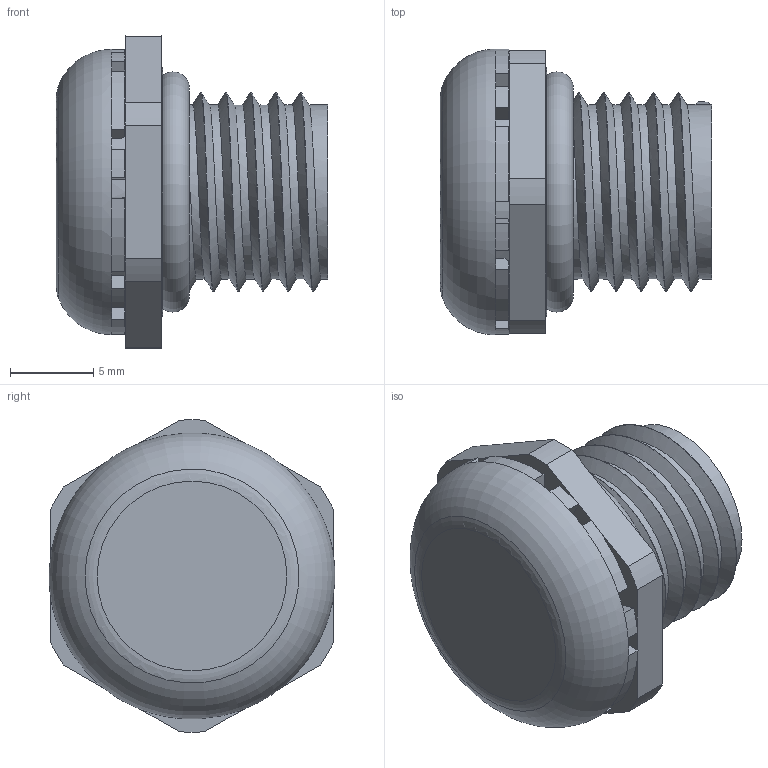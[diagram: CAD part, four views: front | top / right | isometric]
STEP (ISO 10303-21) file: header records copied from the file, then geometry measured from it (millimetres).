
FILE_DESCRIPTION(/* description */ ('DAE M12x1,5'),/* implementation_level */ '2;1');
FILE_NAME(/* name */ '11087512G2-RST.stp',/* time_stamp */ '2022-02-08T11:08:25+01:00',/* author */ ('sl'),/* organization */ (''),/* preprocessor_version */ 'ST-DEVELOPER v16.5',/* originating_system */ 'Autodesk Inventor 2017',/* authorisation */ '');
FILE_SCHEMA (('AUTOMOTIVE_DESIGN { 1 0 10303 214 3 1 1 }'));
Length unit declared in the file: millimetre
Products named in the file (5): 11087512G2; 1x087508G2; 11087512G2_1; 11087512G2_2; 11087512G2_3
Assembly tree (4 placements, depth 2):
  11087512G2
    1x087508G2
    11087512G2_1
    11087512G2_2
    11087512G2_3
Bounding box: 16.32 x 17.2 x 18.79 mm (x, y, z)
Volume: 1652.8 mm3; surface area: 2922.3 mm2
Topology: 4 solids, 4 shells, 237 faces, 625 edges, 400 vertices
Faces by surface type: plane 147, cylinder 60, torus 21, cone 7, bspline 2
Full cylindrical faces by diameter (mm): 0.5 x13, 6.9 x1, 7 x1, 7.5 x1, 9.2 x1, 10.478 x6, 11.3 x1, 11.5 x1, 13.65 x1, 14.85 x1
Entity records: 8290 total; most frequent: CARTESIAN_POINT 2291, DIRECTION 1331, ORIENTED_EDGE 1150, EDGE_CURVE 575, AXIS2_PLACEMENT_3D 529, VERTEX_POINT 383, EDGE_LOOP 292, LINE 273
